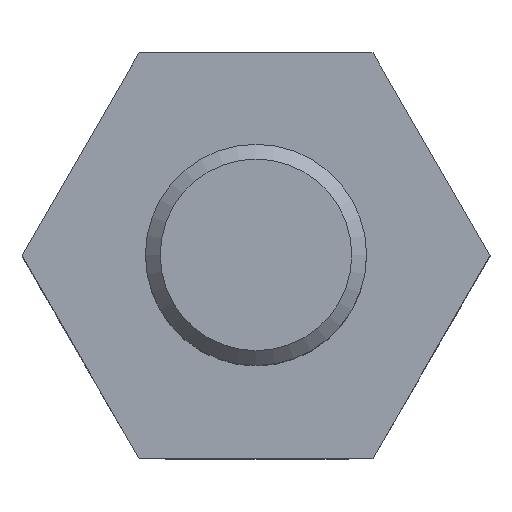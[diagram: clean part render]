
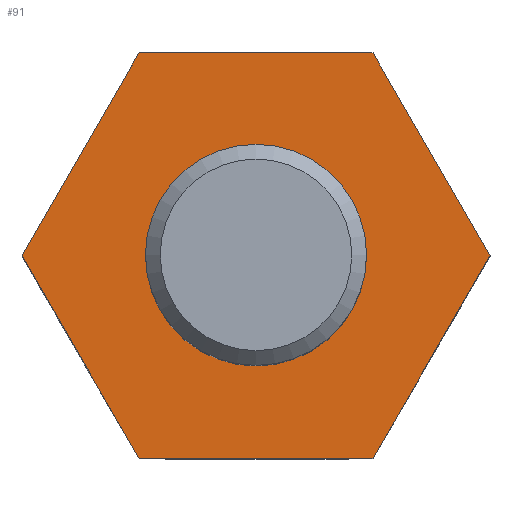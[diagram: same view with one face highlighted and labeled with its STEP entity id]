
A CAD part, top view. The second image highlights one B-rep face of the part: STEP entity #91.
In plain terms, the highlighted planar face has unit normal (0, 0, 1).
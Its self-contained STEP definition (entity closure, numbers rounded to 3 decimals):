
#91 = ADVANCED_FACE( '', ( #189, #190 ), #191, .T. );
#189 = FACE_BOUND( '', #283, .T. );
#190 = FACE_OUTER_BOUND( '', #284, .T. );
#191 = PLANE( '', #285 );
#283 = EDGE_LOOP( '', ( #448 ) );
#284 = EDGE_LOOP( '', ( #449, #450, #451, #452, #453, #454 ) );
#285 = AXIS2_PLACEMENT_3D( '', #455, #456, #457 );
#448 = ORIENTED_EDGE( '', *, *, #504, .T. );
#449 = ORIENTED_EDGE( '', *, *, #524, .T. );
#450 = ORIENTED_EDGE( '', *, *, #535, .T. );
#451 = ORIENTED_EDGE( '', *, *, #529, .T. );
#452 = ORIENTED_EDGE( '', *, *, #543, .T. );
#453 = ORIENTED_EDGE( '', *, *, #540, .T. );
#454 = ORIENTED_EDGE( '', *, *, #491, .T. );
#455 = CARTESIAN_POINT( '', ( 0., 0., 6. ) );
#456 = DIRECTION( '', ( 0., 0., 1. ) );
#457 = DIRECTION( '', ( 1., 0., 0. ) );
#491 = EDGE_CURVE( '', #567, #565, #568, .T. );
#504 = EDGE_CURVE( '', #587, #587, #588, .F. );
#524 = EDGE_CURVE( '', #565, #613, #615, .T. );
#529 = EDGE_CURVE( '', #621, #619, #622, .T. );
#535 = EDGE_CURVE( '', #613, #621, #629, .T. );
#540 = EDGE_CURVE( '', #634, #567, #635, .T. );
#543 = EDGE_CURVE( '', #619, #634, #638, .T. );
#565 = VERTEX_POINT( '', #667 );
#567 = VERTEX_POINT( '', #670 );
#568 = LINE( '', #671, #672 );
#587 = VERTEX_POINT( '', #711 );
#588 = CIRCLE( '', #712, 1.267 );
#613 = VERTEX_POINT( '', #761 );
#615 = LINE( '', #764, #765 );
#619 = VERTEX_POINT( '', #776 );
#621 = VERTEX_POINT( '', #779 );
#622 = LINE( '', #780, #781 );
#629 = LINE( '', #801, #802 );
#634 = VERTEX_POINT( '', #814 );
#635 = LINE( '', #815, #816 );
#638 = LINE( '', #820, #821 );
#667 = CARTESIAN_POINT( '', ( 1.588, 2.75, 6. ) );
#670 = CARTESIAN_POINT( '', ( 3.175, 0., 6. ) );
#671 = CARTESIAN_POINT( '', ( 3.175, 0., 6. ) );
#672 = VECTOR( '', #847, 1000. );
#711 = CARTESIAN_POINT( '', ( 1.267, 0., 6. ) );
#712 = AXIS2_PLACEMENT_3D( '', #861, #862, #863 );
#761 = CARTESIAN_POINT( '', ( -1.588, 2.75, 6. ) );
#764 = CARTESIAN_POINT( '', ( 1.588, 2.75, 6. ) );
#765 = VECTOR( '', #880, 1000. );
#776 = CARTESIAN_POINT( '', ( -1.588, -2.75, 6. ) );
#779 = CARTESIAN_POINT( '', ( -3.175, 0., 6. ) );
#780 = CARTESIAN_POINT( '', ( -3.175, 0., 6. ) );
#781 = VECTOR( '', #882, 1000. );
#801 = CARTESIAN_POINT( '', ( -1.588, 2.75, 6. ) );
#802 = VECTOR( '', #884, 1000. );
#814 = CARTESIAN_POINT( '', ( 1.588, -2.75, 6. ) );
#815 = CARTESIAN_POINT( '', ( 1.588, -2.75, 6. ) );
#816 = VECTOR( '', #885, 1000. );
#820 = CARTESIAN_POINT( '', ( -1.588, -2.75, 6. ) );
#821 = VECTOR( '', #887, 1000. );
#847 = DIRECTION( '', ( -0.5, 0.866, 0. ) );
#861 = CARTESIAN_POINT( '', ( 0., 0., 6. ) );
#862 = DIRECTION( '', ( 0., 0., 1. ) );
#863 = DIRECTION( '', ( 1., 0., 0. ) );
#880 = DIRECTION( '', ( -1., 0., 0. ) );
#882 = DIRECTION( '', ( 0.5, -0.866, 0. ) );
#884 = DIRECTION( '', ( -0.5, -0.866, 0. ) );
#885 = DIRECTION( '', ( 0.5, 0.866, 0. ) );
#887 = DIRECTION( '', ( 1., 0., 0. ) );
